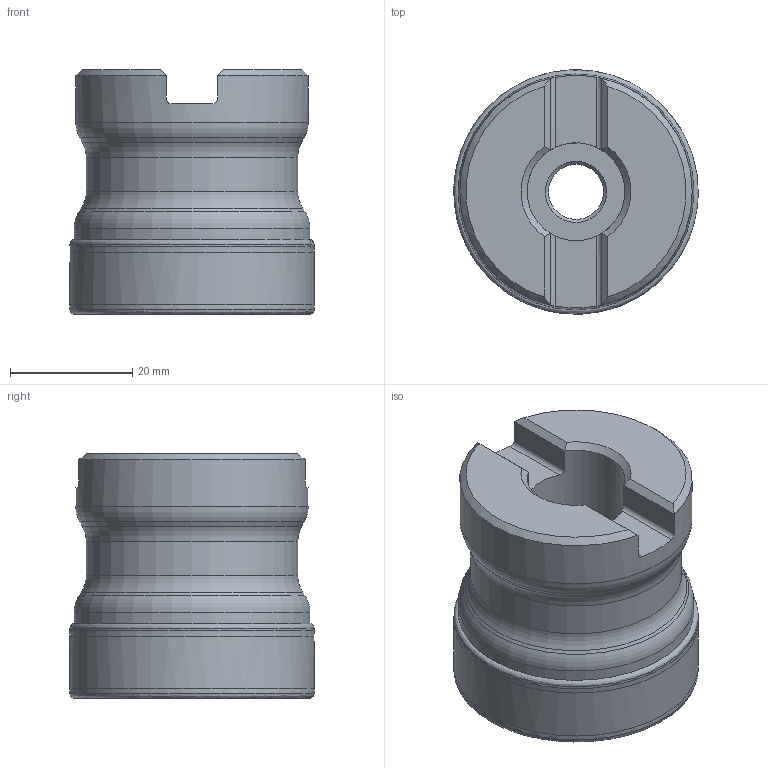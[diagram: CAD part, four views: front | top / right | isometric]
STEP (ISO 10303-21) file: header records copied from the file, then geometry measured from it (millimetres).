
FILE_DESCRIPTION(/* description */ (''),/* implementation_level */ '2;1');
FILE_NAME(/* name */ '40A04R_S90LN12_C_SIM_stp.stp',/* time_stamp */ '2018-02-01T10:13:34+01:00',/* author */ (''),/* organization */ (''),/* preprocessor_version */ 'ST-DEVELOPER v15',/* originating_system */ 'SIEMENS PLM Software NX 8.5',/* authorisation */ '');
FILE_SCHEMA (('AUTOMOTIVE_DESIGN { 1 0 10303 214 3 1 1 1 }'));
Length unit declared in the file: millimetre
Products named in the file (1): bl5419886E9Fgqmm
Bounding box: 39.95 x 39.93 x 40 mm (x, y, z)
Volume: 44771.8 mm3; surface area: 12501.4 mm2
Topology: 2 solids, 2 shells, 74 faces, 170 edges, 100 vertices
Faces by surface type: torus 21, cone 18, plane 16, cylinder 11, revolution 8
Full cylindrical faces by diameter (mm): 9 x1, 14 x1, 16 x1, 17 x1, 34.56 x1, 38 x1, 38.56 x1
Entity records: 2815 total; most frequent: CARTESIAN_POINT 1489, DIRECTION 236, ORIENTED_EDGE 210, EDGE_LOOP 128, FACE_BOUND 108, EDGE_CURVE 105, AXIS2_PLACEMENT_3D 102, VERTEX_POINT 85
